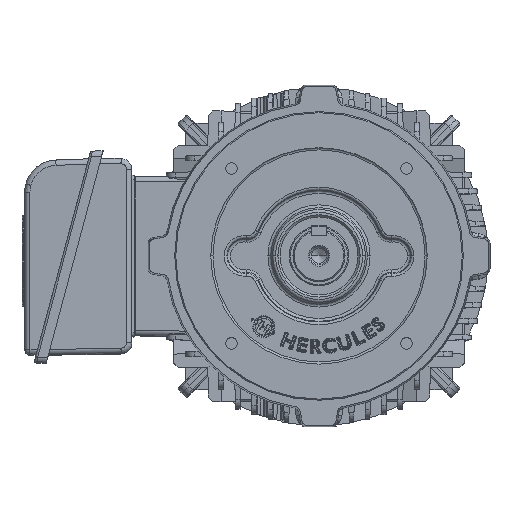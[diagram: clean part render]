
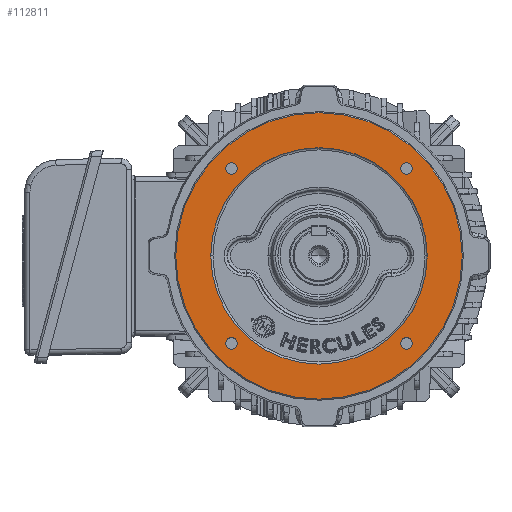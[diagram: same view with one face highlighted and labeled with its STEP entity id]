
A CAD part, top view. The second image highlights one B-rep face of the part: STEP entity #112811.
In plain terms, the highlighted face is planar.
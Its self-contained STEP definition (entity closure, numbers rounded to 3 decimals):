
#201 = VERTEX_POINT ( 'NONE', #142841 ) ;
#324 = CARTESIAN_POINT ( 'NONE',  ( -11., 80.822, -86.18 ) ) ;
#948 = CIRCLE ( 'NONE', #26747, 5.358 ) ;
#1186 = EDGE_CURVE ( 'NONE', #201, #50277, #89795, .T. ) ;
#1814 = DIRECTION ( 'NONE',  ( -1., 0., 0. ) ) ;
#2570 = ORIENTED_EDGE ( 'NONE', *, *, #80118, .F. ) ;
#3093 = VERTEX_POINT ( 'NONE', #97764 ) ;
#3509 = PLANE ( 'NONE',  #35910 ) ;
#3521 = AXIS2_PLACEMENT_3D ( 'NONE', #49622, #40064, #97242 ) ;
#4235 = FACE_BOUND ( 'NONE', #94223, .T. ) ;
#4493 = CIRCLE ( 'NONE', #11564, 5.358 ) ;
#7741 = DIRECTION ( 'NONE',  ( 0., 0., 1. ) ) ;
#7972 = DIRECTION ( 'NONE',  ( 0., 0., 1. ) ) ;
#7999 = DIRECTION ( 'NONE',  ( -1., 0., 0. ) ) ;
#11564 = AXIS2_PLACEMENT_3D ( 'NONE', #12065, #1814, #124980 ) ;
#12065 = CARTESIAN_POINT ( 'NONE',  ( -11., -80.822, 80.822 ) ) ;
#12283 = DIRECTION ( 'NONE',  ( 0., 0., 1. ) ) ;
#13488 = EDGE_LOOP ( 'NONE', ( #128358, #13651 ) ) ;
#13651 = ORIENTED_EDGE ( 'NONE', *, *, #116946, .T. ) ;
#15700 = DIRECTION ( 'NONE',  ( -1., 0., 0. ) ) ;
#17406 = FACE_BOUND ( 'NONE', #31776, .T. ) ;
#17568 = DIRECTION ( 'NONE',  ( 0., 0., 1. ) ) ;
#18295 = CARTESIAN_POINT ( 'NONE',  ( -11., 80.822, 80.822 ) ) ;
#18298 = CARTESIAN_POINT ( 'NONE',  ( -11., -80.822, 75.464 ) ) ;
#18744 = ORIENTED_EDGE ( 'NONE', *, *, #98929, .F. ) ;
#20228 = DIRECTION ( 'NONE',  ( -1., 0., 0. ) ) ;
#20966 = AXIS2_PLACEMENT_3D ( 'NONE', #98707, #64972, #7741 ) ;
#23079 = CIRCLE ( 'NONE', #114440, 5.358 ) ;
#23238 = EDGE_CURVE ( 'NONE', #137770, #3093, #81785, .T. ) ;
#25558 = FACE_BOUND ( 'NONE', #54129, .T. ) ;
#26588 = AXIS2_PLACEMENT_3D ( 'NONE', #85016, #52742, #7972 ) ;
#26747 = AXIS2_PLACEMENT_3D ( 'NONE', #83187, #15700, #49461 ) ;
#27008 = CARTESIAN_POINT ( 'NONE',  ( -11., 133.35, 0. ) ) ;
#30172 = ORIENTED_EDGE ( 'NONE', *, *, #34360, .F. ) ;
#31776 = EDGE_LOOP ( 'NONE', ( #135441, #58978 ) ) ;
#33309 = ORIENTED_EDGE ( 'NONE', *, *, #23238, .F. ) ;
#34173 = CARTESIAN_POINT ( 'NONE',  ( -11., 0., -132.35 ) ) ;
#34360 = EDGE_CURVE ( 'NONE', #3093, #137770, #99038, .T. ) ;
#35910 = AXIS2_PLACEMENT_3D ( 'NONE', #27008, #117856, #114963 ) ;
#37367 = VERTEX_POINT ( 'NONE', #34173 ) ;
#37674 = VERTEX_POINT ( 'NONE', #18298 ) ;
#37798 = EDGE_CURVE ( 'NONE', #85473, #72730, #113540, .T. ) ;
#40064 = DIRECTION ( 'NONE',  ( -1., 0., 0. ) ) ;
#45820 = EDGE_CURVE ( 'NONE', #76089, #111079, #948, .T. ) ;
#47573 = DIRECTION ( 'NONE',  ( -1., 0., 0. ) ) ;
#48610 = EDGE_CURVE ( 'NONE', #111079, #76089, #134786, .T. ) ;
#49461 = DIRECTION ( 'NONE',  ( 0., 0., 1. ) ) ;
#49622 = CARTESIAN_POINT ( 'NONE',  ( -11., 0., 0. ) ) ;
#50277 = VERTEX_POINT ( 'NONE', #324 ) ;
#50838 = EDGE_LOOP ( 'NONE', ( #124942, #18744 ) ) ;
#50862 = CARTESIAN_POINT ( 'NONE',  ( -11., -80.822, -80.822 ) ) ;
#52742 = DIRECTION ( 'NONE',  ( -1., 0., 0. ) ) ;
#54129 = EDGE_LOOP ( 'NONE', ( #68933, #100928 ) ) ;
#58250 = CARTESIAN_POINT ( 'NONE',  ( -11., 80.822, 86.18 ) ) ;
#58577 = CARTESIAN_POINT ( 'NONE',  ( -11., -80.822, 80.822 ) ) ;
#58978 = ORIENTED_EDGE ( 'NONE', *, *, #48610, .F. ) ;
#63061 = DIRECTION ( 'NONE',  ( -1., 0., 0. ) ) ;
#64972 = DIRECTION ( 'NONE',  ( -1., 0., 0. ) ) ;
#68933 = ORIENTED_EDGE ( 'NONE', *, *, #116340, .F. ) ;
#72460 = FACE_BOUND ( 'NONE', #50838, .T. ) ;
#72730 = VERTEX_POINT ( 'NONE', #100562 ) ;
#73685 = CIRCLE ( 'NONE', #3521, 132.35 ) ;
#73794 = DIRECTION ( 'NONE',  ( 0., 0., 1. ) ) ;
#76089 = VERTEX_POINT ( 'NONE', #58250 ) ;
#76226 = DIRECTION ( 'NONE',  ( 0., 0., 1. ) ) ;
#76935 = DIRECTION ( 'NONE',  ( -1., 0., 0. ) ) ;
#78123 = CIRCLE ( 'NONE', #92156, 132.35 ) ;
#79081 = CARTESIAN_POINT ( 'NONE',  ( -11., 0., 0. ) ) ;
#80118 = EDGE_CURVE ( 'NONE', #37674, #97370, #23079, .T. ) ;
#80721 = CIRCLE ( 'NONE', #134548, 5.358 ) ;
#81785 = CIRCLE ( 'NONE', #20966, 100. ) ;
#83187 = CARTESIAN_POINT ( 'NONE',  ( -11., 80.822, 80.822 ) ) ;
#84678 = DIRECTION ( 'NONE',  ( 0., 0., 1. ) ) ;
#85016 = CARTESIAN_POINT ( 'NONE',  ( -11., 80.822, -80.822 ) ) ;
#85423 = CARTESIAN_POINT ( 'NONE',  ( -11., 0., 0. ) ) ;
#85473 = VERTEX_POINT ( 'NONE', #117466 ) ;
#86568 = AXIS2_PLACEMENT_3D ( 'NONE', #120647, #20228, #73794 ) ;
#87631 = CARTESIAN_POINT ( 'NONE',  ( -11., 0., 132.35 ) ) ;
#87830 = CARTESIAN_POINT ( 'NONE',  ( -11., -80.822, 86.18 ) ) ;
#87837 = AXIS2_PLACEMENT_3D ( 'NONE', #108482, #7999, #76226 ) ;
#89461 = EDGE_CURVE ( 'NONE', #37367, #122178, #78123, .T. ) ;
#89795 = CIRCLE ( 'NONE', #26588, 5.358 ) ;
#92025 = AXIS2_PLACEMENT_3D ( 'NONE', #79081, #76935, #12283 ) ;
#92156 = AXIS2_PLACEMENT_3D ( 'NONE', #85423, #130097, #84678 ) ;
#92317 = DIRECTION ( 'NONE',  ( 0., 0., 1. ) ) ;
#92387 = EDGE_LOOP ( 'NONE', ( #33309, #30172 ) ) ;
#94223 = EDGE_LOOP ( 'NONE', ( #134945, #2570 ) ) ;
#95590 = DIRECTION ( 'NONE',  ( -1., 0., 0. ) ) ;
#97242 = DIRECTION ( 'NONE',  ( 0., 0., 1. ) ) ;
#97370 = VERTEX_POINT ( 'NONE', #87830 ) ;
#97764 = CARTESIAN_POINT ( 'NONE',  ( -11., 0., 100. ) ) ;
#98707 = CARTESIAN_POINT ( 'NONE',  ( -11., 0., 0. ) ) ;
#98929 = EDGE_CURVE ( 'NONE', #50277, #201, #130682, .T. ) ;
#99038 = CIRCLE ( 'NONE', #92025, 100. ) ;
#100562 = CARTESIAN_POINT ( 'NONE',  ( -11., -80.822, -75.464 ) ) ;
#100928 = ORIENTED_EDGE ( 'NONE', *, *, #37798, .F. ) ;
#108482 = CARTESIAN_POINT ( 'NONE',  ( -11., -80.822, -80.822 ) ) ;
#111079 = VERTEX_POINT ( 'NONE', #137887 ) ;
#112811 = ADVANCED_FACE ( 'NONE', ( #138398, #72460, #17406, #4235, #25558, #117138 ), #3509, .T. ) ;
#113540 = CIRCLE ( 'NONE', #87837, 5.358 ) ;
#114440 = AXIS2_PLACEMENT_3D ( 'NONE', #58577, #47573, #92317 ) ;
#114963 = DIRECTION ( 'NONE',  ( 0., 0., 1. ) ) ;
#116340 = EDGE_CURVE ( 'NONE', #72730, #85473, #80721, .T. ) ;
#116946 = EDGE_CURVE ( 'NONE', #122178, #37367, #73685, .T. ) ;
#117138 = FACE_BOUND ( 'NONE', #92387, .T. ) ;
#117466 = CARTESIAN_POINT ( 'NONE',  ( -11., -80.822, -86.18 ) ) ;
#117856 = DIRECTION ( 'NONE',  ( -1., 0., 0. ) ) ;
#119747 = DIRECTION ( 'NONE',  ( 0., 0., 1. ) ) ;
#120647 = CARTESIAN_POINT ( 'NONE',  ( -11., 80.822, -80.822 ) ) ;
#122178 = VERTEX_POINT ( 'NONE', #87631 ) ;
#124942 = ORIENTED_EDGE ( 'NONE', *, *, #1186, .F. ) ;
#124980 = DIRECTION ( 'NONE',  ( 0., 0., 1. ) ) ;
#127782 = AXIS2_PLACEMENT_3D ( 'NONE', #18295, #63061, #17568 ) ;
#128358 = ORIENTED_EDGE ( 'NONE', *, *, #89461, .T. ) ;
#130097 = DIRECTION ( 'NONE',  ( -1., 0., 0. ) ) ;
#130682 = CIRCLE ( 'NONE', #86568, 5.358 ) ;
#134548 = AXIS2_PLACEMENT_3D ( 'NONE', #50862, #95590, #119747 ) ;
#134786 = CIRCLE ( 'NONE', #127782, 5.358 ) ;
#134945 = ORIENTED_EDGE ( 'NONE', *, *, #144525, .F. ) ;
#135441 = ORIENTED_EDGE ( 'NONE', *, *, #45820, .F. ) ;
#136259 = CARTESIAN_POINT ( 'NONE',  ( -11., 0., -100. ) ) ;
#137770 = VERTEX_POINT ( 'NONE', #136259 ) ;
#137887 = CARTESIAN_POINT ( 'NONE',  ( -11., 80.822, 75.464 ) ) ;
#138398 = FACE_OUTER_BOUND ( 'NONE', #13488, .T. ) ;
#142841 = CARTESIAN_POINT ( 'NONE',  ( -11., 80.822, -75.464 ) ) ;
#144525 = EDGE_CURVE ( 'NONE', #97370, #37674, #4493, .T. ) ;
